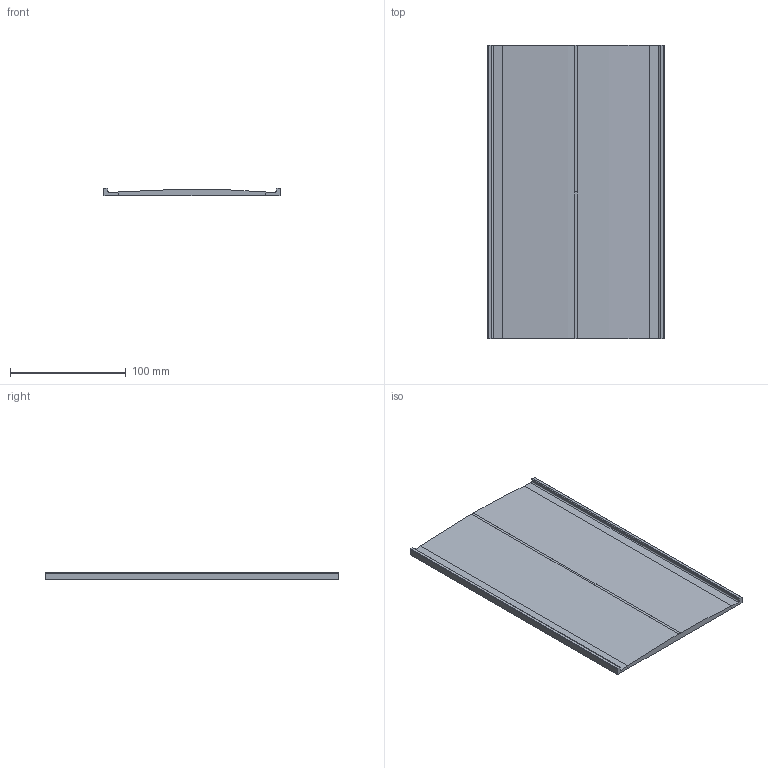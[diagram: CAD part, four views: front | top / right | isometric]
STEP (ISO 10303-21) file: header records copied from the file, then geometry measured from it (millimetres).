
FILE_DESCRIPTION(/* description */ (''),/* implementation_level */ '2;1');
FILE_NAME(/* name */ 'double lane road with single line and curb 1',/* time_stamp */ '2024-12-29T14:21:15-05:00',/* author */ (''),/* organization */ (''),/* preprocessor_version */ 'ST-DEVELOPER v19.2',/* originating_system */ 'Rhino 8.14',/* authorisation */ '');
FILE_SCHEMA (('CONFIG_CONTROL_DESIGN'));
Length unit declared in the file: inch
Products named in the file (1): Document
Bounding box: 152.37 x 254 x 6.31 mm (x, y, z)
Volume: 181489.3 mm3; surface area: 87777.7 mm2
Topology: 4 solids, 4 shells, 38 faces, 86 edges, 56 vertices
Faces by surface type: plane 31, cylinder 7
Entity records: 1079 total; most frequent: CARTESIAN_POINT 307, ORIENTED_EDGE 172, EDGE_CURVE 86, B_SPLINE_CURVE_WITH_KNOTS 70, DIRECTION 66, VERTEX_POINT 56, AXIS2_PLACEMENT_3D 52, ADVANCED_FACE 38
